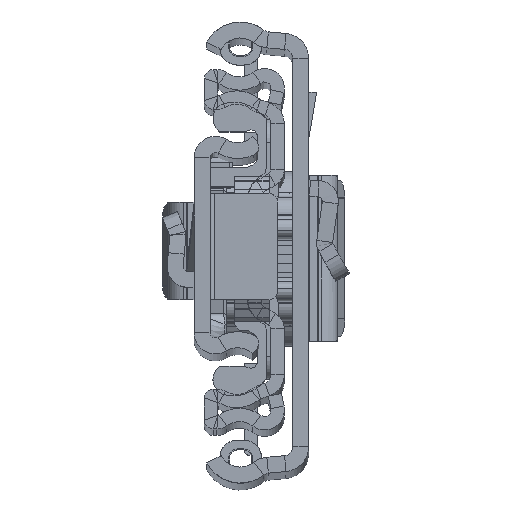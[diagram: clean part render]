
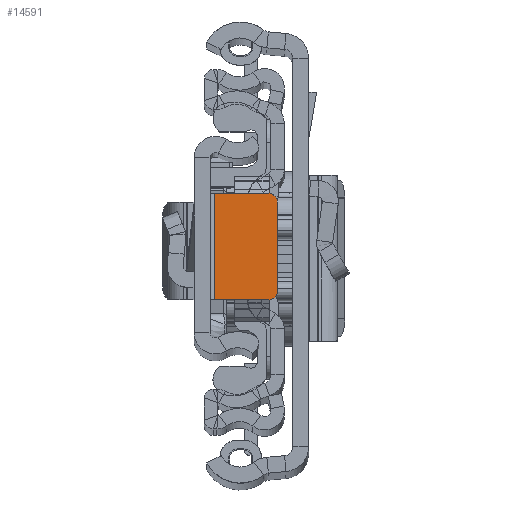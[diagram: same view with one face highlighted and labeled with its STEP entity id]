
A CAD part, top view. The second image highlights one B-rep face of the part: STEP entity #14591.
In plain terms, the highlighted planar face has unit normal (0, 0, 1).
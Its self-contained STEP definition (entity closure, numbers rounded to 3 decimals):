
#56 = CIRCLE ( 'NONE', #4910, 1. ) ;
#123 = VECTOR ( 'NONE', #29468, 1000. ) ;
#305 = CARTESIAN_POINT ( 'NONE',  ( -9.4, 5.151, -6.8 ) ) ;
#601 = LINE ( 'NONE', #9890, #16635 ) ;
#1202 = DIRECTION ( 'NONE',  ( 0., 1., 0. ) ) ;
#1228 = ORIENTED_EDGE ( 'NONE', *, *, #10687, .F. ) ;
#1340 = LINE ( 'NONE', #22316, #123 ) ;
#2032 = LINE ( 'NONE', #23312, #21181 ) ;
#2685 = DIRECTION ( 'NONE',  ( 1., 0., 0. ) ) ;
#4689 = VERTEX_POINT ( 'NONE', #28670 ) ;
#4910 = AXIS2_PLACEMENT_3D ( 'NONE', #14238, #23518, #2685 ) ;
#5129 = PLANE ( 'NONE',  #25107 ) ;
#6695 = CARTESIAN_POINT ( 'NONE',  ( -9.4, -4.849, -6.8 ) ) ;
#9559 = FACE_OUTER_BOUND ( 'NONE', #29421, .T. ) ;
#9890 = CARTESIAN_POINT ( 'NONE',  ( -9.4, 6.151, -6.8 ) ) ;
#10243 = CARTESIAN_POINT ( 'NONE',  ( -2.3, -5.849, -6.8 ) ) ;
#10687 = EDGE_CURVE ( 'NONE', #15624, #27214, #601, .T. ) ;
#10724 = EDGE_CURVE ( 'NONE', #27766, #4689, #1340, .T. ) ;
#10807 = ORIENTED_EDGE ( 'NONE', *, *, #11292, .T. ) ;
#11292 = EDGE_CURVE ( 'NONE', #15624, #4689, #26873, .T. ) ;
#11315 = DIRECTION ( 'NONE',  ( 1., 0., 0. ) ) ;
#11407 = VERTEX_POINT ( 'NONE', #25112 ) ;
#11530 = DIRECTION ( 'NONE',  ( 0., 0., 1. ) ) ;
#11786 = CARTESIAN_POINT ( 'NONE',  ( -8.4, -4.849, -6.8 ) ) ;
#12830 = CARTESIAN_POINT ( 'NONE',  ( -2.3, 6.151, -6.8 ) ) ;
#14238 = CARTESIAN_POINT ( 'NONE',  ( -8.4, 5.151, -6.8 ) ) ;
#14591 = ADVANCED_FACE ( 'NONE', ( #9559 ), #5129, .T. ) ;
#15328 = ORIENTED_EDGE ( 'NONE', *, *, #25184, .F. ) ;
#15428 = EDGE_CURVE ( 'NONE', #11407, #17549, #2032, .T. ) ;
#15624 = VERTEX_POINT ( 'NONE', #6695 ) ;
#15988 = VECTOR ( 'NONE', #21943, 1000. ) ;
#16494 = DIRECTION ( 'NONE',  ( 1., 0., 0. ) ) ;
#16635 = VECTOR ( 'NONE', #1202, 1000. ) ;
#17549 = VERTEX_POINT ( 'NONE', #12830 ) ;
#18748 = DIRECTION ( 'NONE',  ( 0., 0., 1. ) ) ;
#19331 = CARTESIAN_POINT ( 'NONE',  ( -2.3, 6.151, -6.8 ) ) ;
#19636 = LINE ( 'NONE', #19331, #15988 ) ;
#21109 = ORIENTED_EDGE ( 'NONE', *, *, #15428, .F. ) ;
#21181 = VECTOR ( 'NONE', #11315, 1000. ) ;
#21943 = DIRECTION ( 'NONE',  ( 0., -1., 0. ) ) ;
#22316 = CARTESIAN_POINT ( 'NONE',  ( -9.4, -5.849, -6.8 ) ) ;
#22580 = ORIENTED_EDGE ( 'NONE', *, *, #10724, .F. ) ;
#23235 = DIRECTION ( 'NONE',  ( 1., 0., 0. ) ) ;
#23312 = CARTESIAN_POINT ( 'NONE',  ( -1.8, 6.151, -6.8 ) ) ;
#23518 = DIRECTION ( 'NONE',  ( 0., 0., 1. ) ) ;
#23976 = AXIS2_PLACEMENT_3D ( 'NONE', #11786, #18748, #16494 ) ;
#25107 = AXIS2_PLACEMENT_3D ( 'NONE', #27661, #11530, #23235 ) ;
#25112 = CARTESIAN_POINT ( 'NONE',  ( -8.4, 6.151, -6.8 ) ) ;
#25184 = EDGE_CURVE ( 'NONE', #17549, #27766, #19636, .T. ) ;
#26873 = CIRCLE ( 'NONE', #23976, 1. ) ;
#27214 = VERTEX_POINT ( 'NONE', #305 ) ;
#27355 = ORIENTED_EDGE ( 'NONE', *, *, #28815, .T. ) ;
#27661 = CARTESIAN_POINT ( 'NONE',  ( 0., 0., -6.8 ) ) ;
#27766 = VERTEX_POINT ( 'NONE', #10243 ) ;
#28670 = CARTESIAN_POINT ( 'NONE',  ( -8.4, -5.849, -6.8 ) ) ;
#28815 = EDGE_CURVE ( 'NONE', #11407, #27214, #56, .T. ) ;
#29421 = EDGE_LOOP ( 'NONE', ( #1228, #10807, #22580, #15328, #21109, #27355 ) ) ;
#29468 = DIRECTION ( 'NONE',  ( -1., 0., 0. ) ) ;
